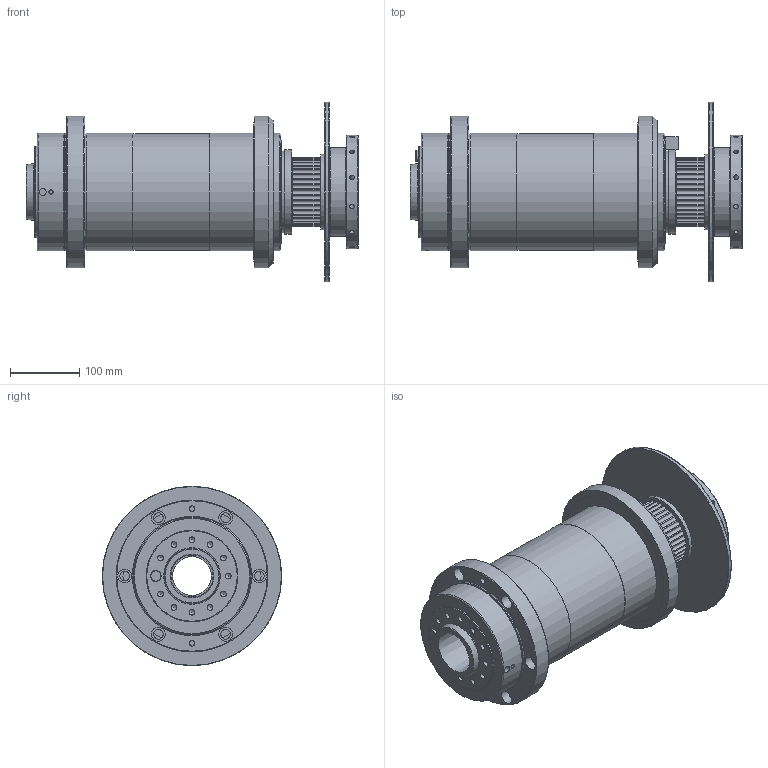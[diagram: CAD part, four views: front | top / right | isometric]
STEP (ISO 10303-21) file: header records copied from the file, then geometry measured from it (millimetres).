
FILE_DESCRIPTION(/* description */ (''),/* implementation_level */ '2;1');
FILE_NAME(/* name */ 'SPINDLE.stp',/* time_stamp */ '2025-12-13T09:16:20-08:00',/* author */ ('admin'),/* organization */ (''),/* preprocessor_version */ 'ST-DEVELOPER v20.1',/* originating_system */ 'Autodesk Inventor 2026',/* authorisation */ '');
FILE_SCHEMA (('AUTOMOTIVE_DESIGN { 1 0 10303 214 3 1 1 }'));
Length unit declared in the file: inch
Products named in the file (1): KT1605N
Bounding box: 481 x 260 x 260 mm (x, y, z)
Volume: 9084056.3 mm3; surface area: 573685.5 mm2
Topology: 1 solids, 1 shells, 314 faces, 830 edges, 546 vertices
Faces by surface type: cylinder 149, cone 71, torus 56, plane 38
Full cylindrical faces by diameter (mm): 6 x1, 6.647 x18, 8.376 x13, 10 x1, 14 x6, 15.88 x1, 20 x6, 56 x1, 62 x1, 80.563 x1, 89 x1, 100 x1, 110 x1, 118 x1, 122.3 x1, 128 x1, 133 x1, 150 x1, 165 x1, 169 x1, 169.5 x1, 170 x5, 200 x1, 220 x2, 260 x1
Entity records: 11367 total; most frequent: CARTESIAN_POINT 3532, DIRECTION 1668, ORIENTED_EDGE 1614, EDGE_CURVE 807, AXIS2_PLACEMENT_3D 736, VERTEX_POINT 546, CIRCLE 421, EDGE_LOOP 395
